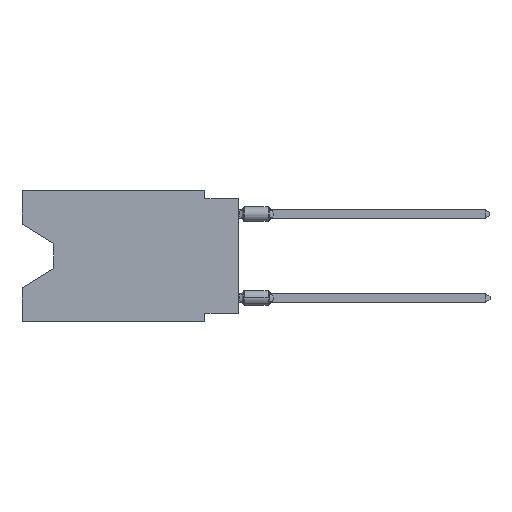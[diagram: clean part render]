
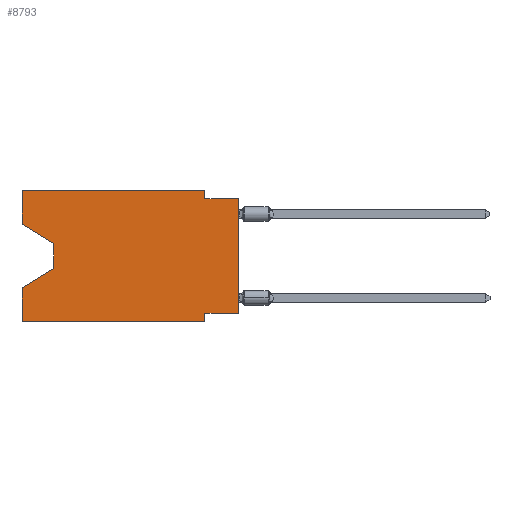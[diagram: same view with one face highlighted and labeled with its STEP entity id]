
A CAD part, left-side view. The second image highlights one B-rep face of the part: STEP entity #8793.
In plain terms, the highlighted planar face has unit normal (-1, 0, 0).
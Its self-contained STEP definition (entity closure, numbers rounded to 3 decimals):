
#51 = DIRECTION ( 'NONE',  ( 0., 0., 1. ) ) ;
#53 = VECTOR ( 'NONE', #7822, 1000. ) ;
#72 = PLANE ( 'NONE',  #2545 ) ;
#144 = DIRECTION ( 'NONE',  ( 0., 0., -1. ) ) ;
#156 = EDGE_CURVE ( 'NONE', #12560, #8294, #13786, .T. ) ;
#181 = CARTESIAN_POINT ( 'NONE',  ( 0., 0., -0.635 ) ) ;
#526 = EDGE_CURVE ( 'NONE', #7944, #11252, #5245, .T. ) ;
#782 = VERTEX_POINT ( 'NONE', #1012 ) ;
#1012 = CARTESIAN_POINT ( 'NONE',  ( 0., 2.54, -9.271 ) ) ;
#1149 = CARTESIAN_POINT ( 'NONE',  ( 0., 0., -0.635 ) ) ;
#1230 = ORIENTED_EDGE ( 'NONE', *, *, #1432, .T. ) ;
#1410 = CARTESIAN_POINT ( 'NONE',  ( 0., 16.383, 0. ) ) ;
#1432 = EDGE_CURVE ( 'NONE', #2084, #4639, #7185, .T. ) ;
#1580 = CARTESIAN_POINT ( 'NONE',  ( 0., 13.97, -5.893 ) ) ;
#1649 = DIRECTION ( 'NONE',  ( 0., 0.855, -0.519 ) ) ;
#1809 = VERTEX_POINT ( 'NONE', #5925 ) ;
#2084 = VERTEX_POINT ( 'NONE', #5554 ) ;
#2338 = DIRECTION ( 'NONE',  ( 1., 0., 0. ) ) ;
#2545 = AXIS2_PLACEMENT_3D ( 'NONE', #12301, #2338, #9258 ) ;
#2669 = ORIENTED_EDGE ( 'NONE', *, *, #4096, .T. ) ;
#2975 = VECTOR ( 'NONE', #13892, 1000. ) ;
#3072 = ORIENTED_EDGE ( 'NONE', *, *, #10410, .T. ) ;
#3106 = ORIENTED_EDGE ( 'NONE', *, *, #526, .T. ) ;
#3568 = ORIENTED_EDGE ( 'NONE', *, *, #7291, .F. ) ;
#3853 = ORIENTED_EDGE ( 'NONE', *, *, #156, .T. ) ;
#4096 = EDGE_CURVE ( 'NONE', #8294, #2084, #9046, .T. ) ;
#4602 = EDGE_CURVE ( 'NONE', #12560, #13336, #10038, .T. ) ;
#4622 = EDGE_CURVE ( 'NONE', #12512, #11252, #14240, .T. ) ;
#4639 = VERTEX_POINT ( 'NONE', #12005 ) ;
#5175 = CARTESIAN_POINT ( 'NONE',  ( 0., 0., 0. ) ) ;
#5245 = LINE ( 'NONE', #5175, #7274 ) ;
#5439 = CARTESIAN_POINT ( 'NONE',  ( 0., 16.383, 0. ) ) ;
#5511 = EDGE_CURVE ( 'NONE', #782, #5677, #13621, .T. ) ;
#5554 = CARTESIAN_POINT ( 'NONE',  ( 0., 13.97, -5.893 ) ) ;
#5672 = EDGE_CURVE ( 'NONE', #6701, #12512, #9134, .T. ) ;
#5673 = CARTESIAN_POINT ( 'NONE',  ( 0., 2.54, -0.635 ) ) ;
#5677 = VERTEX_POINT ( 'NONE', #7375 ) ;
#5710 = CARTESIAN_POINT ( 'NONE',  ( 0., 2.54, -9.906 ) ) ;
#5925 = CARTESIAN_POINT ( 'NONE',  ( 0., 16.383, -9.906 ) ) ;
#6005 = ORIENTED_EDGE ( 'NONE', *, *, #6813, .F. ) ;
#6093 = VECTOR ( 'NONE', #6156, 1000. ) ;
#6124 = LINE ( 'NONE', #5439, #2975 ) ;
#6156 = DIRECTION ( 'NONE',  ( 0., -0.855, -0.519 ) ) ;
#6670 = VECTOR ( 'NONE', #11238, 1000. ) ;
#6701 = VERTEX_POINT ( 'NONE', #12040 ) ;
#6807 = VECTOR ( 'NONE', #144, 1000. ) ;
#6813 = EDGE_CURVE ( 'NONE', #1809, #4639, #8995, .T. ) ;
#7185 = LINE ( 'NONE', #1580, #7928 ) ;
#7274 = VECTOR ( 'NONE', #11803, 1000. ) ;
#7291 = EDGE_CURVE ( 'NONE', #13336, #6701, #6124, .T. ) ;
#7375 = CARTESIAN_POINT ( 'NONE',  ( 0., 2.54, -9.906 ) ) ;
#7473 = DIRECTION ( 'NONE',  ( 0., -1., 0. ) ) ;
#7563 = DIRECTION ( 'NONE',  ( 0., -1., 0. ) ) ;
#7822 = DIRECTION ( 'NONE',  ( 0., 0., -1. ) ) ;
#7832 = CARTESIAN_POINT ( 'NONE',  ( 0., 0., -9.271 ) ) ;
#7928 = VECTOR ( 'NONE', #1649, 1000. ) ;
#7944 = VERTEX_POINT ( 'NONE', #7832 ) ;
#8294 = VERTEX_POINT ( 'NONE', #12101 ) ;
#8371 = CARTESIAN_POINT ( 'NONE',  ( 0., 0., -9.271 ) ) ;
#8495 = CARTESIAN_POINT ( 'NONE',  ( 0., 16.383, -9.906 ) ) ;
#8545 = VECTOR ( 'NONE', #7473, 1000. ) ;
#8637 = VECTOR ( 'NONE', #12473, 1000. ) ;
#8644 = ORIENTED_EDGE ( 'NONE', *, *, #4602, .F. ) ;
#8793 = ADVANCED_FACE ( 'NONE', ( #10053 ), #72, .F. ) ;
#8902 = EDGE_CURVE ( 'NONE', #7944, #782, #12870, .T. ) ;
#8995 = LINE ( 'NONE', #1410, #6670 ) ;
#9046 = LINE ( 'NONE', #9983, #6807 ) ;
#9134 = LINE ( 'NONE', #13552, #8637 ) ;
#9258 = DIRECTION ( 'NONE',  ( 0., 0., -1. ) ) ;
#9374 = ORIENTED_EDGE ( 'NONE', *, *, #5511, .F. ) ;
#9983 = CARTESIAN_POINT ( 'NONE',  ( 0., 13.97, -4.013 ) ) ;
#10038 = LINE ( 'NONE', #13085, #10774 ) ;
#10041 = CARTESIAN_POINT ( 'NONE',  ( 0., 16.383, -2.546 ) ) ;
#10053 = FACE_OUTER_BOUND ( 'NONE', #14343, .T. ) ;
#10062 = CARTESIAN_POINT ( 'NONE',  ( 0., 16.383, 0. ) ) ;
#10410 = EDGE_CURVE ( 'NONE', #1809, #5677, #10677, .T. ) ;
#10435 = VECTOR ( 'NONE', #12799, 1000. ) ;
#10671 = CARTESIAN_POINT ( 'NONE',  ( 0., 16.383, -2.546 ) ) ;
#10677 = LINE ( 'NONE', #8495, #8545 ) ;
#10774 = VECTOR ( 'NONE', #51, 1000. ) ;
#10989 = ORIENTED_EDGE ( 'NONE', *, *, #4622, .F. ) ;
#11003 = VECTOR ( 'NONE', #7563, 1000. ) ;
#11238 = DIRECTION ( 'NONE',  ( 0., 0., 1. ) ) ;
#11252 = VERTEX_POINT ( 'NONE', #181 ) ;
#11390 = ORIENTED_EDGE ( 'NONE', *, *, #8902, .F. ) ;
#11803 = DIRECTION ( 'NONE',  ( 0., 0., 1. ) ) ;
#12005 = CARTESIAN_POINT ( 'NONE',  ( 0., 16.383, -7.36 ) ) ;
#12040 = CARTESIAN_POINT ( 'NONE',  ( 0., 2.54, 0. ) ) ;
#12101 = CARTESIAN_POINT ( 'NONE',  ( 0., 13.97, -4.013 ) ) ;
#12301 = CARTESIAN_POINT ( 'NONE',  ( 0., 16.383, 0. ) ) ;
#12473 = DIRECTION ( 'NONE',  ( 0., 0., -1. ) ) ;
#12512 = VERTEX_POINT ( 'NONE', #5673 ) ;
#12560 = VERTEX_POINT ( 'NONE', #10041 ) ;
#12700 = ORIENTED_EDGE ( 'NONE', *, *, #5672, .F. ) ;
#12799 = DIRECTION ( 'NONE',  ( 0., 1., 0. ) ) ;
#12870 = LINE ( 'NONE', #8371, #10435 ) ;
#13085 = CARTESIAN_POINT ( 'NONE',  ( 0., 16.383, 0. ) ) ;
#13336 = VERTEX_POINT ( 'NONE', #10062 ) ;
#13552 = CARTESIAN_POINT ( 'NONE',  ( 0., 2.54, 0. ) ) ;
#13621 = LINE ( 'NONE', #5710, #53 ) ;
#13786 = LINE ( 'NONE', #10671, #6093 ) ;
#13892 = DIRECTION ( 'NONE',  ( 0., -1., 0. ) ) ;
#14240 = LINE ( 'NONE', #1149, #11003 ) ;
#14343 = EDGE_LOOP ( 'NONE', ( #3853, #2669, #1230, #6005, #3072, #9374, #11390, #3106, #10989, #12700, #3568, #8644 ) ) ;
